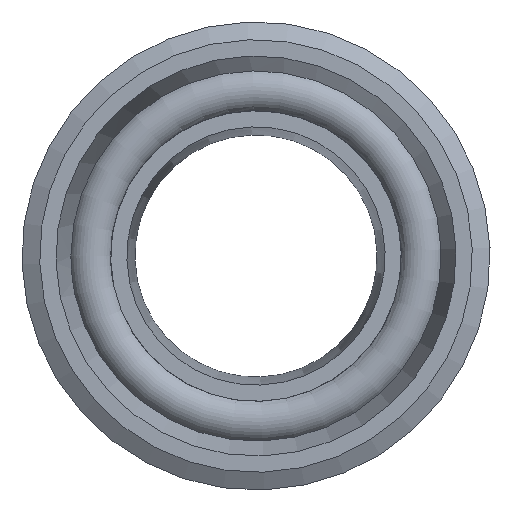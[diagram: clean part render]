
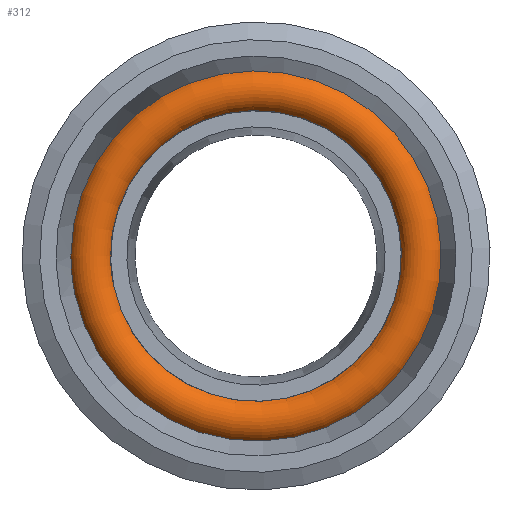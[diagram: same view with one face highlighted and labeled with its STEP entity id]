
A CAD part, left-side view. The second image highlights one B-rep face of the part: STEP entity #312.
In plain terms, the highlighted toroidal (fillet/blend) face has major radius 20.5 mm and minor radius 2.8 mm.
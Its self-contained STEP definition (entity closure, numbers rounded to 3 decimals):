
#39=FACE_BOUND('',#94,.T.);
#66=FACE_OUTER_BOUND('',#93,.T.);
#93=EDGE_LOOP('',(#228));
#94=EDGE_LOOP('',(#229));
#147=CIRCLE('',#342,18.);
#148=CIRCLE('',#343,22.926);
#174=VERTEX_POINT('',#507);
#175=VERTEX_POINT('',#509);
#201=EDGE_CURVE('',#174,#174,#147,.T.);
#202=EDGE_CURVE('',#175,#175,#148,.T.);
#228=ORIENTED_EDGE('',*,*,#201,.F.);
#229=ORIENTED_EDGE('',*,*,#202,.F.);
#282=TOROIDAL_SURFACE('',#341,20.5,2.8);
#312=ADVANCED_FACE('',(#66,#39),#282,.T.);
#341=AXIS2_PLACEMENT_3D('',#506,#397,#398);
#342=AXIS2_PLACEMENT_3D('',#508,#399,#400);
#343=AXIS2_PLACEMENT_3D('',#510,#401,#402);
#397=DIRECTION('center_axis',(1.,0.,0.));
#398=DIRECTION('ref_axis',(0.,0.,-1.));
#399=DIRECTION('center_axis',(-1.,0.,0.));
#400=DIRECTION('ref_axis',(0.,0.978,-0.209));
#401=DIRECTION('center_axis',(1.,0.,0.));
#402=DIRECTION('ref_axis',(0.,0.978,-0.209));
#506=CARTESIAN_POINT('Origin',(-85.7,0.,0.));
#507=CARTESIAN_POINT('',(-86.961,18.,0.));
#508=CARTESIAN_POINT('Origin',(-86.961,0.,
0.));
#509=CARTESIAN_POINT('',(-87.098,-22.422,4.782));
#510=CARTESIAN_POINT('Origin',(-87.098,0.,0.));
